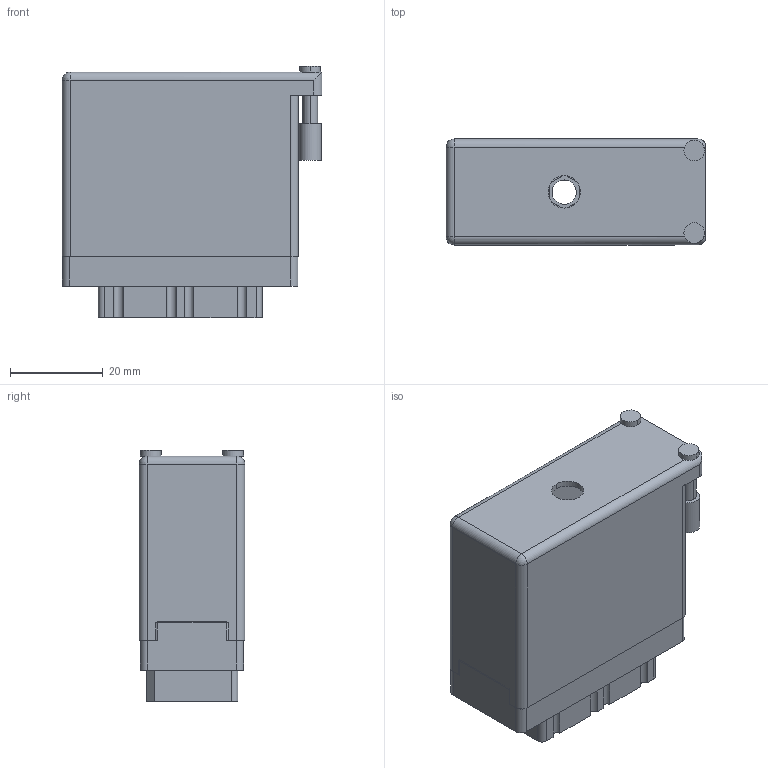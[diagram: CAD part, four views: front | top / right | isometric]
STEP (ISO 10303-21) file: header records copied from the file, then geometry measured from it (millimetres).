
FILE_DESCRIPTION (( 'STEP AP203' ), '1' );
FILE_NAME ('519-036-541-450.STEP', '2020-09-09T22:33:49', ( '' ), ( '' ), 'SwSTEP 2.0', 'SolidWorks 2020', '' );
FILE_SCHEMA (( 'CONFIG_CONTROL_DESIGN' ));
Length unit declared in the file: inch
Products named in the file (4): 516-230-001_Metal - 038 Side Entry; 519-036-541-450; 516-292-001_541 Contact; 519 Receptacle Insulator_036
Assembly tree (38 placements, depth 2):
  519-036-541-450
    519 Receptacle Insulator_036
    516-292-001_541 Contact  x36
    516-230-001_Metal - 038 Side Entry
Bounding box: 56.08 x 22.83 x 54.28 mm (x, y, z)
Volume: 21260.8 mm3; surface area: 34403.7 mm2
Topology: 38 solids, 38 shells, 3501 faces, 10138 edges, 6728 vertices
Faces by surface type: plane 2156, cylinder 1125, bspline 216, cone 2, sphere 2
Entity records: 34339 total; most frequent: CARTESIAN_POINT 6102, ORIENTED_EDGE 5712, DIRECTION 5552, EDGE_CURVE 2856, LINE 2114, VECTOR 2114, VERTEX_POINT 1898, AXIS2_PLACEMENT_3D 1719
